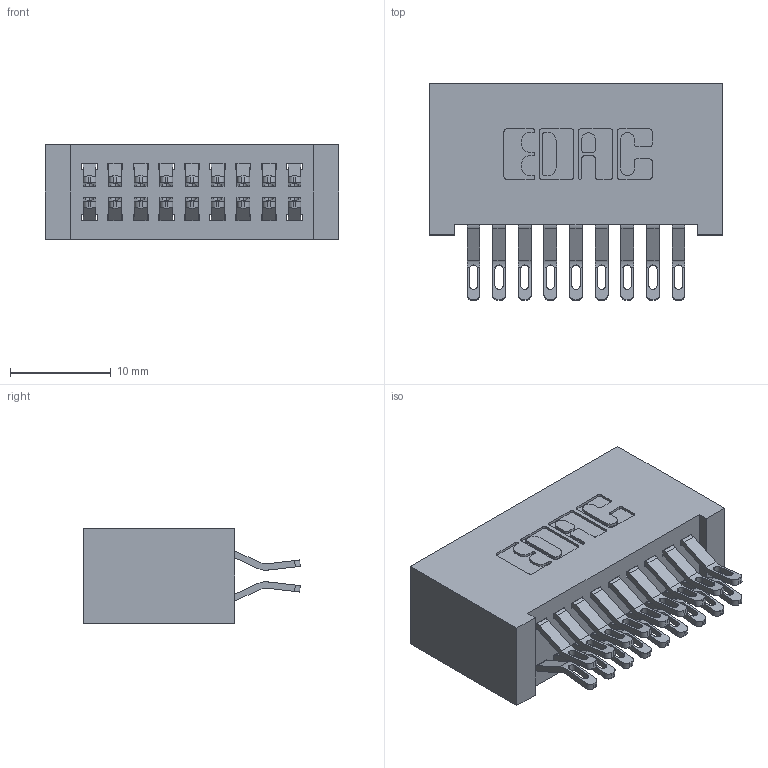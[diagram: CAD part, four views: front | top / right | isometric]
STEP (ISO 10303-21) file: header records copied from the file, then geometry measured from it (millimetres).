
FILE_DESCRIPTION (( 'STEP AP203' ), '1' );
FILE_NAME ('342-018-555-201.STEP', '2019-10-01T20:10:38', ( '' ), ( '' ), 'SwSTEP 2.0', 'SolidWorks 2016', '' );
FILE_SCHEMA (( 'CONFIG_CONTROL_DESIGN' ));
Length unit declared in the file: inch
Products named in the file (3): 342 Part_Lugless; 345-292-001_555 Tail; 342-018-555-201
Assembly tree (19 placements, depth 2):
  342-018-555-201
    342 Part_Lugless
    345-292-001_555 Tail  x18
Bounding box: 29.11 x 21.47 x 9.4 mm (x, y, z)
Volume: 2948.7 mm3; surface area: 4607 mm2
Topology: 19 solids, 19 shells, 1146 faces, 3569 edges, 2378 vertices
Faces by surface type: plane 674, cylinder 472
Entity records: 9975 total; most frequent: CARTESIAN_POINT 1724, ORIENTED_EDGE 1630, DIRECTION 1495, EDGE_CURVE 815, LINE 675, VECTOR 675, VERTEX_POINT 542, AXIS2_PLACEMENT_3D 410
